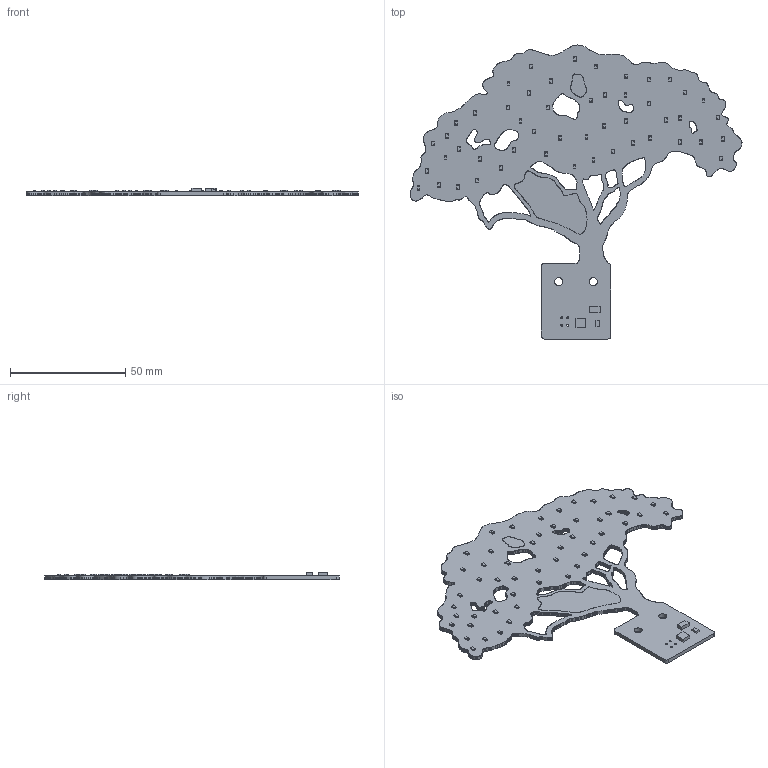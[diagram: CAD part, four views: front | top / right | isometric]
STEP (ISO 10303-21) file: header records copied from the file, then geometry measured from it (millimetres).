
FILE_DESCRIPTION(('Open CASCADE Model'),'2;1');
FILE_NAME('Open CASCADE Shape Model','2020-12-02T16:58:41',('Author'),( 'Open CASCADE'),'Open CASCADE STEP processor 6.8','Open CASCADE 6.8' ,'Unknown');
FILE_SCHEMA(('AUTOMOTIVE_DESIGN { 1 0 10303 214 1 1 1 1 }'));
Length unit declared in the file: millimetre
Products named in the file (71): PCB; Board; Open CASCADE STEP translator 6.8 4.1.1; Open CASCADE STEP translator 6.8 4.1.1.1; Open CASCADE STEP translator 6.8 4.1.1.2; Open CASCADE STEP translator 6.8 4.1.1.3; D1; 5849563760; Extruded; Q1; 5849564160; U1; 5849564560; Open CASCADE STEP translator 6.8 4.5; WL-SMCW_0805_LED; base; cover; housing; marking; base_2; Open CASCADE STEP translator 6.8 4.6; Open CASCADE STEP translator 6.8 4.7; Open CASCADE STEP translator 6.8 4.8; Open CASCADE STEP translator 6.8 4.9; Open CASCADE STEP translator 6.8 4.10; Open CASCADE STEP translator 6.8 4.11; Open CASCADE STEP translator 6.8 4.12; Open CASCADE STEP translator 6.8 4.13; Open CASCADE STEP translator 6.8 4.14; Open CASCADE STEP translator 6.8 4.15; Open CASCADE STEP translator 6.8 4.16; Open CASCADE STEP translator 6.8 4.17; Open CASCADE STEP translator 6.8 4.18; Open CASCADE STEP translator 6.8 4.19; Open CASCADE STEP translator 6.8 4.20; Open CASCADE STEP translator 6.8 4.21; Open CASCADE STEP translator 6.8 4.22; Open CASCADE STEP translator 6.8 4.23; Open CASCADE STEP translator 6.8 4.24; Open CASCADE STEP translator 6.8 4.25 ...
Assembly tree (120 placements, depth 4):
  PCB
    Board
      Open CASCADE STEP translator 6.8 4.1.1
        Open CASCADE STEP translator 6.8 4.1.1.1
        Open CASCADE STEP translator 6.8 4.1.1.2
        Open CASCADE STEP translator 6.8 4.1.1.3
    D1
      5849563760
        Extruded
    Q1
      5849564160
        Extruded
    U1
      5849564560
        Extruded
    Open CASCADE STEP translator 6.8 4.5
      WL-SMCW_0805_LED
        base
        cover
        housing
        marking  x2
        base_2
    Open CASCADE STEP translator 6.8 4.6
      WL-SMCW_0805_LED
        base
        cover
        housing
        marking  x2
        base_2
    Open CASCADE STEP translator 6.8 4.7
      WL-SMCW_0805_LED
        base
        cover
        housing
        marking  x2
        base_2
    Open CASCADE STEP translator 6.8 4.8
      WL-SMCW_0805_LED
        base
        cover
        housing
        marking  x2
        base_2
    Open CASCADE STEP translator 6.8 4.9
      WL-SMCW_0805_LED
        base
        cover
        housing
        marking  x2
        base_2
    Open CASCADE STEP translator 6.8 4.10
      WL-SMCW_0805_LED
        base
        cover
        housing
        marking  x2
        base_2
    Open CASCADE STEP translator 6.8 4.11
      WL-SMCW_0805_LED
        base
Bounding box: 143.82 x 127.36 x 3.29 mm (x, y, z)
Volume: 13495.9 mm3; surface area: 18714.7 mm2
Topology: 306 solids, 306 shells, 6279 faces, 16445 edges, 10622 vertices
Faces by surface type: plane 3533, cylinder 2546, sphere 200
Full cylindrical faces by diameter (mm): 0.9 x4, 3.5 x2
Entity records: 79570 total; most frequent: DIRECTION 14952, CARTESIAN_POINT 13494, ORIENTED_EDGE 13368, EDGE_CURVE 6678, AXIS2_PLACEMENT_3D 5898, VERTEX_POINT 4440, CIRCLE 3518, LINE 3156
